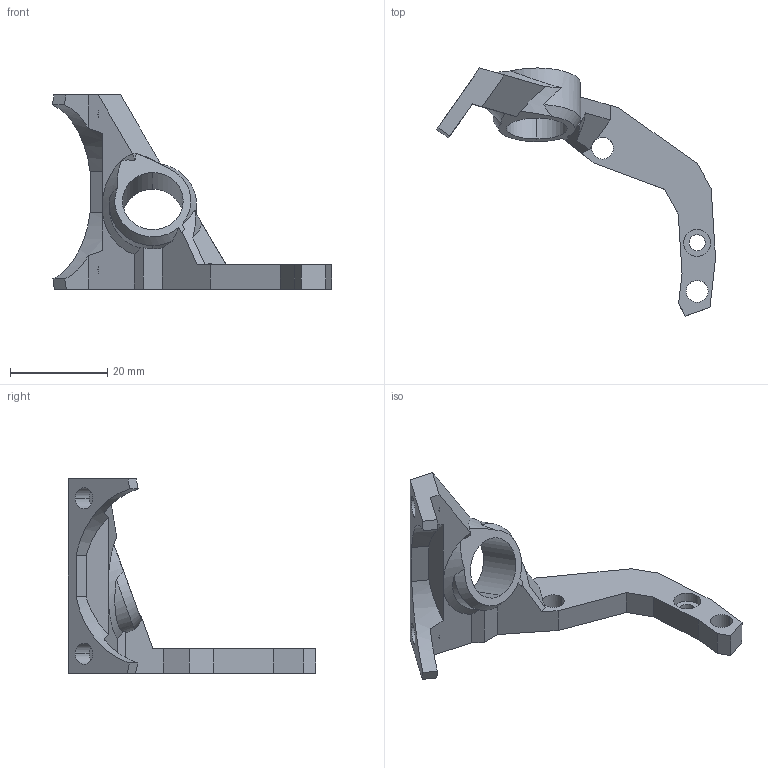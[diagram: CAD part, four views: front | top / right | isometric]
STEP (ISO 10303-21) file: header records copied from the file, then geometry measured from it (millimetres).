
FILE_DESCRIPTION (( 'STEP AP214' ), '1' );
FILE_NAME ('Can_Bus Cover.STEP', '2024-01-14T18:01:40', ( '' ), ( '' ), 'SwSTEP 2.0', 'SolidWorks 2010', '' );
FILE_SCHEMA (( 'AUTOMOTIVE_DESIGN' ));
Length unit declared in the file: millimetre
Products named in the file (1): Can_Bus Cover
Bounding box: 57.46 x 51.05 x 40 mm (x, y, z)
Volume: 6683.9 mm3; surface area: 4517.8 mm2
Topology: 1 solids, 1 shells, 65 faces, 184 edges, 123 vertices
Faces by surface type: plane 35, cylinder 22, bspline 6, cone 2
Entity records: 2520 total; most frequent: CARTESIAN_POINT 864, ORIENTED_EDGE 368, DIRECTION 299, EDGE_CURVE 184, VERTEX_POINT 123, AXIS2_PLACEMENT_3D 102, VECTOR 95, LINE 95
